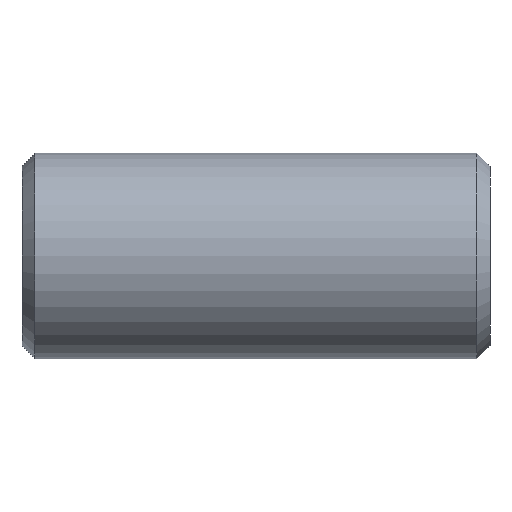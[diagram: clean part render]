
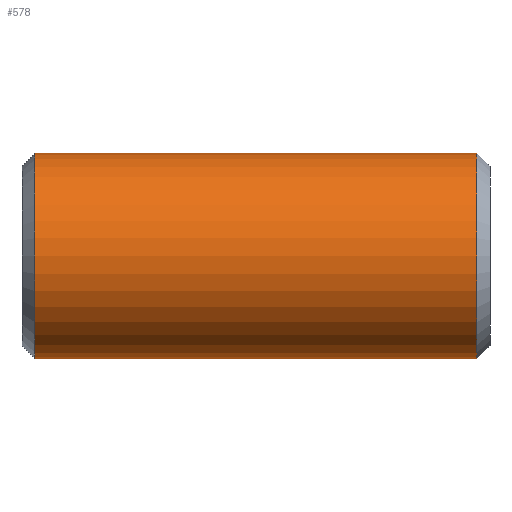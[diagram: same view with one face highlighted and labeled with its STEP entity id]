
A CAD part, front view. The second image highlights one B-rep face of the part: STEP entity #578.
In plain terms, the highlighted cylindrical face has radius 16.764 mm (diameter 33.528 mm), a partial arc.
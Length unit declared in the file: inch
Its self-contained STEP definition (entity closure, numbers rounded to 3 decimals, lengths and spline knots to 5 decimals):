
#5 = VERTEX_POINT ( 'NONE', #303 ) ;
#14 = CARTESIAN_POINT ( 'NONE',  ( 1.5, 0., -0.66 ) ) ;
#25 = CARTESIAN_POINT ( 'NONE',  ( 1.5, 0., 0. ) ) ;
#51 = LINE ( 'NONE', #503, #742 ) ;
#59 = EDGE_CURVE ( 'NONE', #534, #472, #581, .T. ) ;
#138 = CYLINDRICAL_SURFACE ( 'NONE', #272, 0.66 ) ;
#139 = CARTESIAN_POINT ( 'NONE',  ( 1.41667, 0., -0.66 ) ) ;
#145 = CARTESIAN_POINT ( 'NONE',  ( -1.41667, 0., -0.66 ) ) ;
#166 = CARTESIAN_POINT ( 'NONE',  ( -1.41667, 0., 0.66 ) ) ;
#205 = DIRECTION ( 'NONE',  ( 0., 0., 1. ) ) ;
#213 = DIRECTION ( 'NONE',  ( 1., 0., 0. ) ) ;
#229 = ORIENTED_EDGE ( 'NONE', *, *, #547, .T. ) ;
#230 = DIRECTION ( 'NONE',  ( -1., 0., 0. ) ) ;
#234 = ORIENTED_EDGE ( 'NONE', *, *, #347, .T. ) ;
#249 = ORIENTED_EDGE ( 'NONE', *, *, #59, .F. ) ;
#256 = FACE_OUTER_BOUND ( 'NONE', #553, .T. ) ;
#272 = AXIS2_PLACEMENT_3D ( 'NONE', #25, #478, #205 ) ;
#274 = CIRCLE ( 'NONE', #725, 0.66 ) ;
#292 = AXIS2_PLACEMENT_3D ( 'NONE', #433, #664, #422 ) ;
#303 = CARTESIAN_POINT ( 'NONE',  ( 1.41667, 0., 0.66 ) ) ;
#309 = VECTOR ( 'NONE', #466, 39.37008 ) ;
#347 = EDGE_CURVE ( 'NONE', #5, #362, #51, .T. ) ;
#362 = VERTEX_POINT ( 'NONE', #166 ) ;
#371 = CIRCLE ( 'NONE', #292, 0.66 ) ;
#375 = ORIENTED_EDGE ( 'NONE', *, *, #415, .T. ) ;
#415 = EDGE_CURVE ( 'NONE', #362, #472, #274, .T. ) ;
#422 = DIRECTION ( 'NONE',  ( 0., 0., -1. ) ) ;
#433 = CARTESIAN_POINT ( 'NONE',  ( 1.41667, 0., 0. ) ) ;
#466 = DIRECTION ( 'NONE',  ( -1., 0., 0. ) ) ;
#472 = VERTEX_POINT ( 'NONE', #145 ) ;
#478 = DIRECTION ( 'NONE',  ( -1., 0., 0. ) ) ;
#503 = CARTESIAN_POINT ( 'NONE',  ( 1.5, 0., 0.66 ) ) ;
#534 = VERTEX_POINT ( 'NONE', #139 ) ;
#547 = EDGE_CURVE ( 'NONE', #534, #5, #371, .T. ) ;
#553 = EDGE_LOOP ( 'NONE', ( #249, #229, #234, #375 ) ) ;
#578 = ADVANCED_FACE ( 'NONE', ( #256 ), #138, .T. ) ;
#581 = LINE ( 'NONE', #14, #309 ) ;
#664 = DIRECTION ( 'NONE',  ( -1., 0., 0. ) ) ;
#666 = DIRECTION ( 'NONE',  ( 0., 0., 1. ) ) ;
#717 = CARTESIAN_POINT ( 'NONE',  ( -1.41667, 0., 0. ) ) ;
#725 = AXIS2_PLACEMENT_3D ( 'NONE', #717, #213, #666 ) ;
#742 = VECTOR ( 'NONE', #230, 39.37008 ) ;
